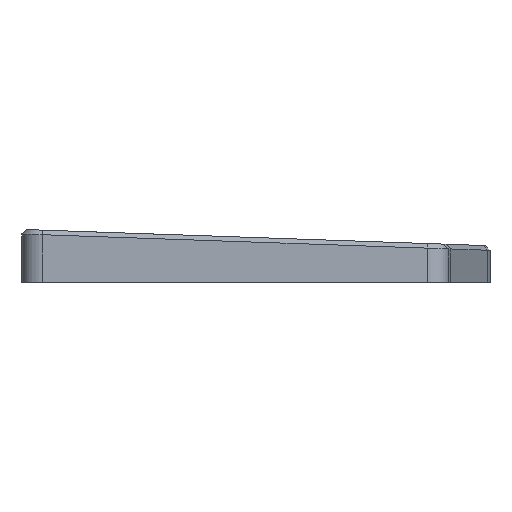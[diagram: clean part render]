
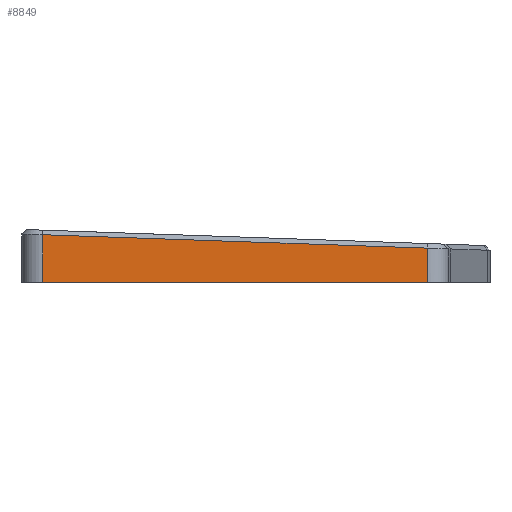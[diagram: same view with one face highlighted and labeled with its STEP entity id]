
A CAD part, left-side view. The second image highlights one B-rep face of the part: STEP entity #8849.
In plain terms, the highlighted planar face has unit normal (-1, 0, 0).
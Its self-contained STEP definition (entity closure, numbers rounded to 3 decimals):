
#589=PLANE('',#9630);
#1088=FACE_OUTER_BOUND('',#1619,.T.);
#1619=EDGE_LOOP('',(#8030,#8031,#8032,#8033,#8034));
#2260=LINE('',#16891,#3025);
#2262=LINE('',#16910,#3027);
#2377=LINE('',#17600,#3142);
#2378=LINE('',#17603,#3143);
#2379=LINE('',#17604,#3144);
#3025=VECTOR('',#11536,10.);
#3027=VECTOR('',#11538,10.);
#3142=VECTOR('',#11897,10.);
#3143=VECTOR('',#11900,10.);
#3144=VECTOR('',#11901,10.);
#4190=VERTEX_POINT('',#16883);
#4191=VERTEX_POINT('',#16890);
#4192=VERTEX_POINT('',#16909);
#4276=VERTEX_POINT('',#17598);
#4277=VERTEX_POINT('',#17602);
#5386=EDGE_CURVE('',#4191,#4190,#2260,.T.);
#5388=EDGE_CURVE('',#4192,#4191,#2262,.T.);
#5558=EDGE_CURVE('',#4276,#4190,#2377,.T.);
#5559=EDGE_CURVE('',#4277,#4276,#2378,.T.);
#5560=EDGE_CURVE('',#4277,#4192,#2379,.T.);
#8030=ORIENTED_EDGE('',*,*,#5388,.T.);
#8031=ORIENTED_EDGE('',*,*,#5386,.T.);
#8032=ORIENTED_EDGE('',*,*,#5558,.F.);
#8033=ORIENTED_EDGE('',*,*,#5559,.F.);
#8034=ORIENTED_EDGE('',*,*,#5560,.T.);
#8849=ADVANCED_FACE('',(#1088),#589,.F.);
#9630=AXIS2_PLACEMENT_3D('',#17601,#11898,#11899);
#11536=DIRECTION('',(0.,0.999,0.035));
#11538=DIRECTION('',(0.,0.999,0.035));
#11897=DIRECTION('',(0.,0.,1.));
#11898=DIRECTION('center_axis',(1.,0.,0.));
#11899=DIRECTION('ref_axis',(0.,1.,0.));
#11900=DIRECTION('',(0.,1.,0.));
#11901=DIRECTION('',(0.,0.,1.));
#16883=CARTESIAN_POINT('',(-113.5,75.937,9.004));
#16890=CARTESIAN_POINT('',(-113.5,-7.882,6.077));
#16891=CARTESIAN_POINT('',(-113.5,10.683,6.726));
#16909=CARTESIAN_POINT('',(-113.5,-7.916,6.076));
#16910=CARTESIAN_POINT('',(-113.5,-7.916,6.076));
#17598=CARTESIAN_POINT('',(-113.5,75.937,-1.4));
#17600=CARTESIAN_POINT('',(-113.5,75.937,1.6));
#17601=CARTESIAN_POINT('Origin',(-113.5,-7.916,1.6));
#17602=CARTESIAN_POINT('',(-113.5,-7.916,-1.4));
#17603=CARTESIAN_POINT('',(-113.5,-7.916,-1.4));
#17604=CARTESIAN_POINT('',(-113.5,-7.916,1.6));
